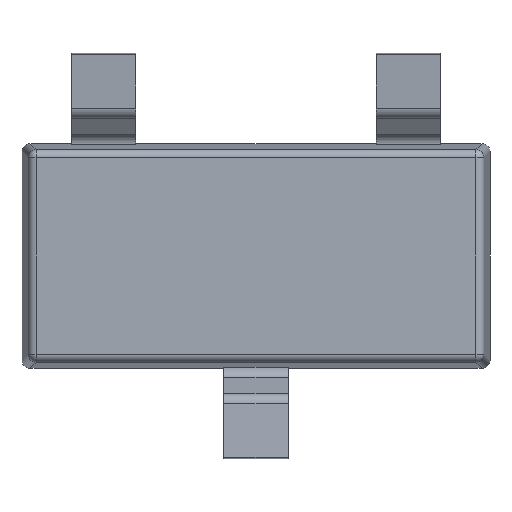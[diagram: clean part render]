
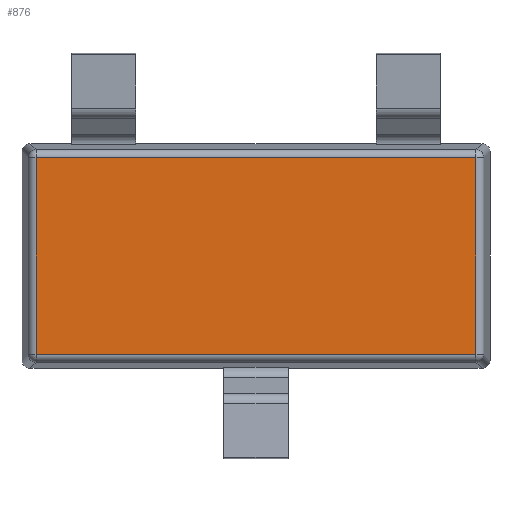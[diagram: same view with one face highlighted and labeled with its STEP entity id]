
A CAD part, front view. The second image highlights one B-rep face of the part: STEP entity #876.
In plain terms, the highlighted planar face has unit normal (0, -1, 0).
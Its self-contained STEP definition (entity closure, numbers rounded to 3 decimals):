
#57 = DIRECTION ( 'NONE',  ( -1., 0., 0. ) ) ;
#154 = VERTEX_POINT ( 'NONE', #2431 ) ;
#271 = DIRECTION ( 'NONE',  ( 1., 0., 0. ) ) ;
#386 = DIRECTION ( 'NONE',  ( 0., -1., 0. ) ) ;
#394 = PLANE ( 'NONE',  #1980 ) ;
#447 = CARTESIAN_POINT ( 'NONE',  ( 1.373, 0.05, 0.613 ) ) ;
#458 = ORIENTED_EDGE ( 'NONE', *, *, #1747, .T. ) ;
#558 = ORIENTED_EDGE ( 'NONE', *, *, #2110, .T. ) ;
#650 = LINE ( 'NONE', #2090, #1791 ) ;
#661 = LINE ( 'NONE', #1065, #2299 ) ;
#822 = CARTESIAN_POINT ( 'NONE',  ( 0., 0.05, 0.613 ) ) ;
#870 = DIRECTION ( 'NONE',  ( 0., 0., 1. ) ) ;
#876 = ADVANCED_FACE ( 'NONE', ( #1991 ), #394, .T. ) ;
#964 = VERTEX_POINT ( 'NONE', #1671 ) ;
#987 = EDGE_CURVE ( 'NONE', #2120, #1212, #2403, .T. ) ;
#1065 = CARTESIAN_POINT ( 'NONE',  ( 0., 0.05, -0.613 ) ) ;
#1119 = ORIENTED_EDGE ( 'NONE', *, *, #1789, .T. ) ;
#1212 = VERTEX_POINT ( 'NONE', #1218 ) ;
#1218 = CARTESIAN_POINT ( 'NONE',  ( -1.373, 0.05, 0.613 ) ) ;
#1296 = CARTESIAN_POINT ( 'NONE',  ( 1.373, 0.05, 0. ) ) ;
#1319 = ORIENTED_EDGE ( 'NONE', *, *, #987, .T. ) ;
#1413 = VECTOR ( 'NONE', #57, 1000. ) ;
#1671 = CARTESIAN_POINT ( 'NONE',  ( -1.373, 0.05, -0.613 ) ) ;
#1747 = EDGE_CURVE ( 'NONE', #154, #2120, #2226, .T. ) ;
#1789 = EDGE_CURVE ( 'NONE', #1212, #964, #650, .T. ) ;
#1791 = VECTOR ( 'NONE', #1892, 1000. ) ;
#1892 = DIRECTION ( 'NONE',  ( 0., 0., -1. ) ) ;
#1980 = AXIS2_PLACEMENT_3D ( 'NONE', #2397, #386, #2423 ) ;
#1991 = FACE_OUTER_BOUND ( 'NONE', #2457, .T. ) ;
#2090 = CARTESIAN_POINT ( 'NONE',  ( -1.373, 0.05, 0. ) ) ;
#2110 = EDGE_CURVE ( 'NONE', #964, #154, #661, .T. ) ;
#2120 = VERTEX_POINT ( 'NONE', #447 ) ;
#2226 = LINE ( 'NONE', #1296, #2392 ) ;
#2299 = VECTOR ( 'NONE', #271, 1000. ) ;
#2392 = VECTOR ( 'NONE', #870, 1000. ) ;
#2397 = CARTESIAN_POINT ( 'NONE',  ( 0., 0.05, 0. ) ) ;
#2403 = LINE ( 'NONE', #822, #1413 ) ;
#2423 = DIRECTION ( 'NONE',  ( 0., 0., -1. ) ) ;
#2431 = CARTESIAN_POINT ( 'NONE',  ( 1.373, 0.05, -0.613 ) ) ;
#2457 = EDGE_LOOP ( 'NONE', ( #1119, #558, #458, #1319 ) ) ;
